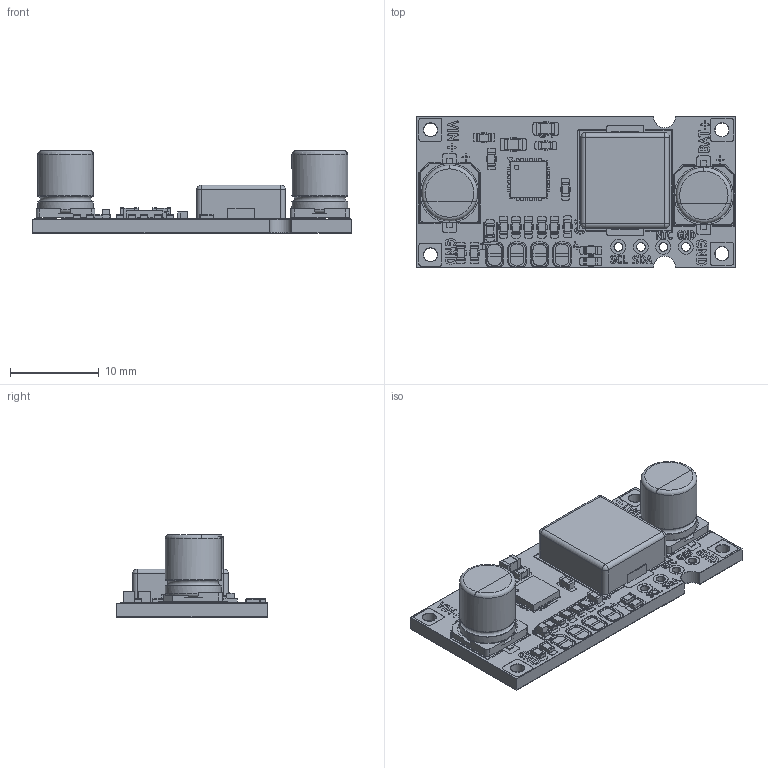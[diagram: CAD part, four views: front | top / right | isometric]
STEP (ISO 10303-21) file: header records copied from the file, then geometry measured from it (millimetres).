
FILE_DESCRIPTION(('KiCad electronic assembly'),'2;1');
FILE_NAME('ip2565-module.step','2025-08-07T15:44:35',('Pcbnew'),('Kicad' ),'Open CASCADE STEP processor 7.8','KiCad to STEP converter', 'Unknown');
FILE_SCHEMA(('AUTOMOTIVE_DESIGN { 1 0 10303 214 1 1 1 1 }'));
Length unit declared in the file: millimetre
Products named in the file (13): ip2565-module 1; R_0603_1608Metric; CP_Elec_6.3x7.7; QFN 24; ip2565-module 1.4.1; C_0805_2012Metric; L_APV_APH1040; C_0603_1608Metric; LED_0603_1608Metric; ip2565-module_pad; ip2565-module_silkscreen; ip2565-module_soldermask; ip2565-module_PCB
Assembly tree (26 placements, depth 3):
  ip2565-module 1
    R_0603_1608Metric  x11
    CP_Elec_6.3x7.7  x2
    QFN 24
      ip2565-module 1.4.1
    C_0805_2012Metric  x2
    L_APV_APH1040
    C_0603_1608Metric  x3
    LED_0603_1608Metric
    ip2565-module_pad
    ip2565-module_silkscreen
    ip2565-module_soldermask
    ip2565-module_PCB
Bounding box: 36 x 17 x 9.35 mm (x, y, z)
Volume: 1825.8 mm3; surface area: 4015.2 mm2
Topology: 172 solids, 252 shells, 2104 faces, 6454 edges, 4784 vertices
Faces by surface type: plane 1464, cylinder 622, torus 8, bspline 4, sphere 4, revolution 2
Full cylindrical faces by diameter (mm): 0.15 x45, 0.2 x18, 0.5 x18, 0.95 x12, 1 x8, 1.55 x12, 1.6 x8, 1.7 x8, 6.3 x4
Entity records: 64673 total; most frequent: CARTESIAN_POINT 11525, DIRECTION 10538, ORIENTED_EDGE 9172, EDGE_CURVE 5451, VERTEX_POINT 4135, LINE 3833, VECTOR 3833, AXIS2_PLACEMENT_3D 3352
